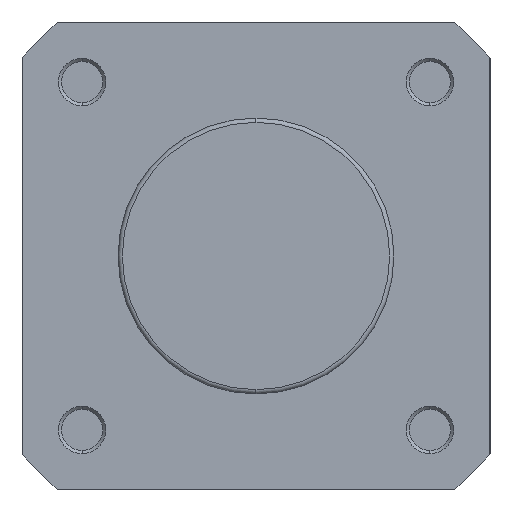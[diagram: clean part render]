
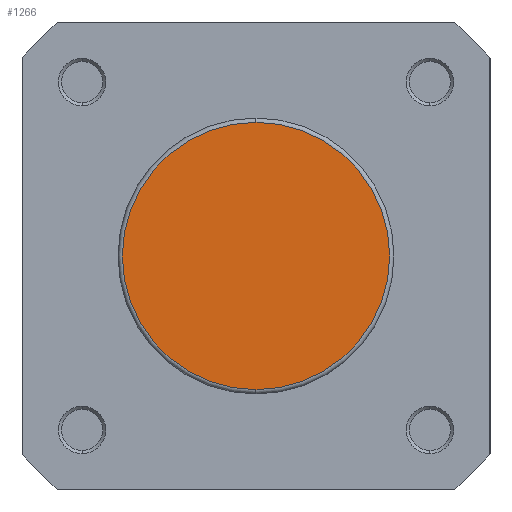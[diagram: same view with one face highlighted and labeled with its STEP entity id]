
A CAD part, left-side view. The second image highlights one B-rep face of the part: STEP entity #1266.
In plain terms, the highlighted planar face has unit normal (-1, 0, 0).
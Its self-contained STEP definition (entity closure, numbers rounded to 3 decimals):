
#97 = VERTEX_POINT ( 'NONE', #348 ) ;
#186 = VERTEX_POINT ( 'NONE', #437 ) ;
#348 = CARTESIAN_POINT ( 'NONE',  ( 0., 0., -21.7 ) ) ;
#437 = CARTESIAN_POINT ( 'NONE',  ( 0., 0., 21.7 ) ) ;
#1266 = ADVANCED_FACE ( 'NONE', ( #2610 ), #3335, .F. ) ;
#1431 = EDGE_CURVE ( 'NONE', #97, #186, #2856, .T. ) ;
#1485 = EDGE_CURVE ( 'NONE', #186, #97, #2938, .T. ) ;
#1866 = AXIS2_PLACEMENT_3D ( 'NONE', #3334, #3337, #3338 ) ;
#1952 = AXIS2_PLACEMENT_3D ( 'NONE', #3758, #3759, #3760 ) ;
#1978 = AXIS2_PLACEMENT_3D ( 'NONE', #3892, #3894, #3895 ) ;
#2610 = FACE_OUTER_BOUND ( 'NONE', #5301, .T. ) ;
#2856 = CIRCLE ( 'NONE', #1952, 21.7 ) ;
#2938 = CIRCLE ( 'NONE', #1978, 21.7 ) ;
#3334 = CARTESIAN_POINT ( 'NONE',  ( 0., 22.4, 0. ) ) ;
#3335 = PLANE ( 'NONE',  #1866 ) ;
#3337 = DIRECTION ( 'NONE',  ( 1., 0., 0. ) ) ;
#3338 = DIRECTION ( 'NONE',  ( 0., 0., -1. ) ) ;
#3758 = CARTESIAN_POINT ( 'NONE',  ( 0., 0., 0. ) ) ;
#3759 = DIRECTION ( 'NONE',  ( -1., 0., 0. ) ) ;
#3760 = DIRECTION ( 'NONE',  ( 0., 0., -1. ) ) ;
#3892 = CARTESIAN_POINT ( 'NONE',  ( 0., 0., 0. ) ) ;
#3894 = DIRECTION ( 'NONE',  ( -1., 0., 0. ) ) ;
#3895 = DIRECTION ( 'NONE',  ( 0., 0., -1. ) ) ;
#4585 = ORIENTED_EDGE ( 'NONE', *, *, #1485, .T. ) ;
#4593 = ORIENTED_EDGE ( 'NONE', *, *, #1431, .T. ) ;
#5301 = EDGE_LOOP ( 'NONE', ( #4593, #4585 ) ) ;
